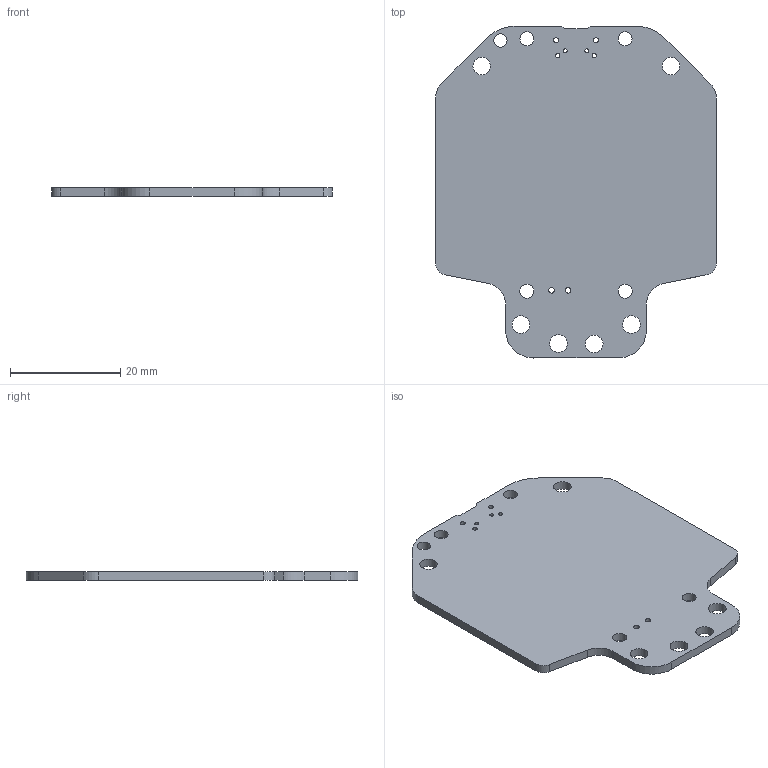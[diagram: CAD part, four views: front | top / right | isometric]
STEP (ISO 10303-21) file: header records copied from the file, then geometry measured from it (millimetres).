
FILE_DESCRIPTION(('KiCad electronic assembly'),'2;1');
FILE_NAME('kicadBoard.step','2022-11-05T08:59:33',('Pcbnew'),('Kicad'), 'Open CASCADE STEP processor 7.6','KiCad to STEP converter','Unknown' );
FILE_SCHEMA(('AUTOMOTIVE_DESIGN { 1 0 10303 214 1 1 1 1 }'));
Length unit declared in the file: millimetre
Products named in the file (2): kicadBoard 1; _autosave-kicadBoard PCB
Assembly tree (1 placements, depth 2):
  kicadBoard 1
    _autosave-kicadBoard PCB
Bounding box: 50.8 x 60.1 x 1.6 mm (x, y, z)
Volume: 3956.3 mm3; surface area: 5451.8 mm2
Topology: 1 solids, 1 shells, 45 faces, 129 edges, 86 vertices
Faces by surface type: cylinder 29, plane 16
Full cylindrical faces by diameter (mm): 0.7 x2, 0.8 x2, 0.9 x2, 1 x2, 2.4 x1, 2.5 x2, 2.54 x2, 3.175 x2, 3.2 x4
Entity records: 3301 total; most frequent: DIRECTION 539, CARTESIAN_POINT 520, LINE 271, VECTOR 271, ORIENTED_EDGE 258, PCURVE 258, DEFINITIONAL_REPRESENTATION 258, EDGE_CURVE 129
